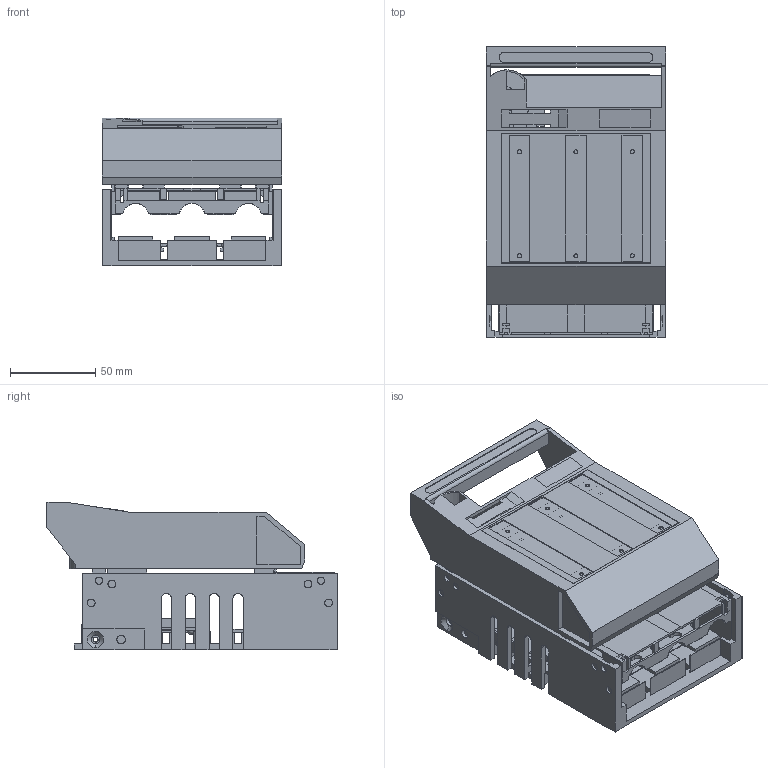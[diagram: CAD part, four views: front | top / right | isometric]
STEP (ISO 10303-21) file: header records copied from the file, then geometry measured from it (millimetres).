
FILE_DESCRIPTION(('CATIA V5 STEP'),'2;1');
FILE_NAME('IGST00001_LTL00_3_9_Aufbautrenner.stp','2009-10-12T08:34:50+00:00',('none'),('none'),'CATIA Version 5 Release 17 (IN-10)','CATIA V5 STEP AP214','none');
FILE_SCHEMA(('AUTOMOTIVE_DESIGN { 1 0 10303 214 1 1 1 1 }'));
Products named in the file (1): IGST00001_LTL00_3_9_Aufbautrenner
Bounding box: 105.2 x 170 x 86.5 mm (x, y, z)
Surface area: 181560 mm2 (no closed solid volume)
Topology: 0 solids, 1350 shells, 1350 faces, 7522 edges, 7519 vertices
Faces by surface type: plane 1164, cylinder 176, revolution 8, bspline 2
Entity records: 89933 total; most frequent: CARTESIAN_POINT 23906, DIRECTION 9731, ORIENTED_EDGE 7520, EDGE_CURVE 7520, VERTEX_POINT 7519, VECTOR 6659, LINE 6659, AXIS2_PLACEMENT_3D 1725
